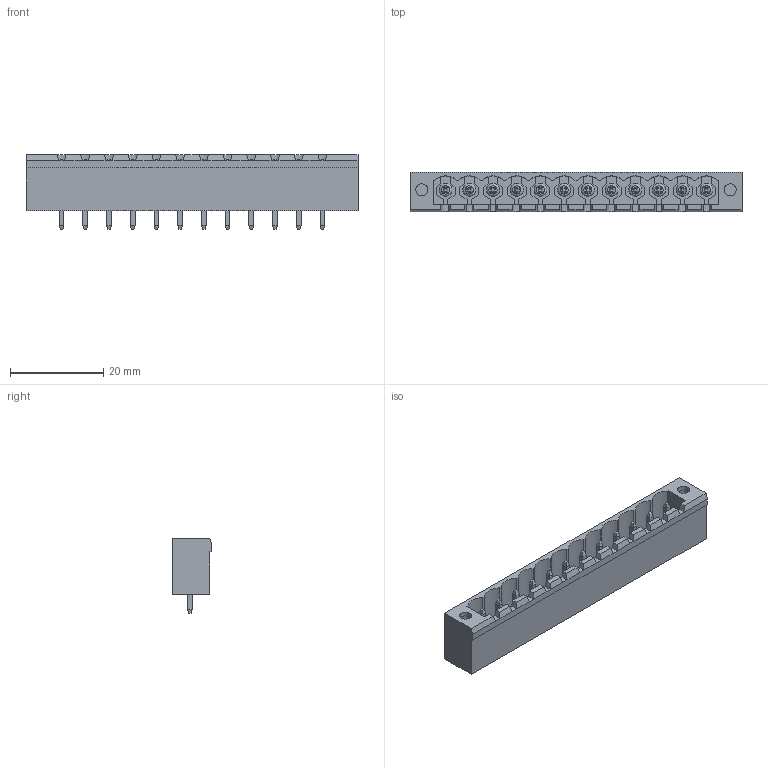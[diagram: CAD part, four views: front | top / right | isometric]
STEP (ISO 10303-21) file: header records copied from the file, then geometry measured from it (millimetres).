
FILE_DESCRIPTION( ( 'Unknown' ), '1' );
FILE_NAME( '691318500012.stp', 'Unknown', ( 'Unknown' ), ( 'Unknown' ), 'PSStep 18.0.17', 'Unknown', ' ' );
FILE_SCHEMA( ( 'AUTOMOTIVE_DESIGN { 1 0 10303 214 1 1 1 1 }' ) );
Length unit declared in the file: millimetre
Products named in the file (4): Assem1; 6913185000xx_PIN; 6913185000xx_INSERT; 691318500012
Assembly tree (15 placements, depth 2):
  Assem1
    6913185000xx_PIN  x12
    6913185000xx_INSERT  x2
    691318500012
Bounding box: 71.12 x 8.5 x 16 mm (x, y, z)
Volume: 3000.6 mm3; surface area: 7249.5 mm2
Topology: 15 solids, 15 shells, 643 faces, 1696 edges, 1091 vertices
Faces by surface type: plane 599, cylinder 28, torus 16
Full cylindrical faces by diameter (mm): 2.6 x4, 2.75 x12
Entity records: 19245 total; most frequent: CARTESIAN_POINT 2944, ORIENTED_EDGE 2634, DIRECTION 2383, EDGE_CURVE 1317, LINE 1213, VECTOR 1213, VERTEX_POINT 882, AXIS2_PLACEMENT_3D 585
